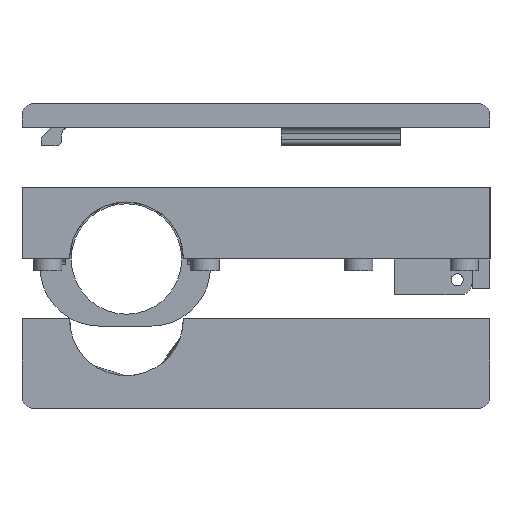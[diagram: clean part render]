
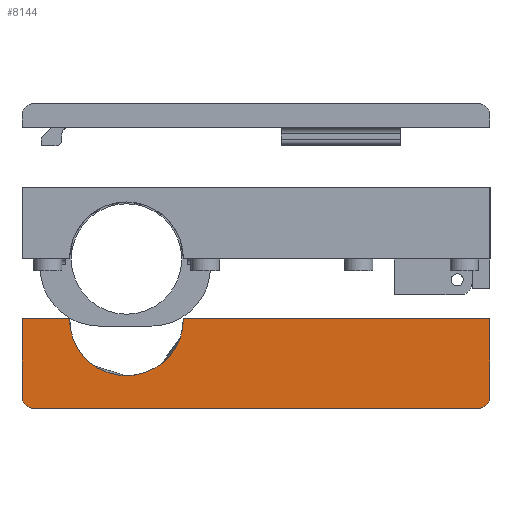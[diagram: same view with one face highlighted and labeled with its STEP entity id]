
A CAD part, left-side view. The second image highlights one B-rep face of the part: STEP entity #8144.
In plain terms, the highlighted planar face has unit normal (-1, 0, 0).
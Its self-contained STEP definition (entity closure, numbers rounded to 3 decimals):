
#462=CIRCLE('',#8819,9.55);
#464=CIRCLE('',#8823,2.);
#483=CIRCLE('',#8846,2.);
#1108=FACE_OUTER_BOUND('',#1596,.T.);
#1596=EDGE_LOOP('',(#7343,#7344,#7345,#7346,#7347,#7348,#7349,#7350));
#2322=LINE('',#14185,#3145);
#2416=LINE('',#14526,#3239);
#2426=LINE('',#14608,#3249);
#2430=LINE('',#14655,#3253);
#2431=LINE('',#14656,#3254);
#3145=VECTOR('',#10601,10.);
#3239=VECTOR('',#10821,10.);
#3249=VECTOR('',#10873,10.);
#3253=VECTOR('',#10909,10.);
#3254=VECTOR('',#10910,10.);
#3892=VERTEX_POINT('',#14182);
#3893=VERTEX_POINT('',#14184);
#3977=VERTEX_POINT('',#14523);
#3978=VERTEX_POINT('',#14525);
#3985=VERTEX_POINT('',#14558);
#3986=VERTEX_POINT('',#14560);
#3999=VERTEX_POINT('',#14606);
#4009=VERTEX_POINT('',#14645);
#4977=EDGE_CURVE('',#3893,#3892,#2322,.T.);
#5100=EDGE_CURVE('',#3978,#3977,#2416,.T.);
#5106=EDGE_CURVE('',#3892,#3978,#462,.T.);
#5110=EDGE_CURVE('',#3985,#3986,#464,.T.);
#5128=EDGE_CURVE('',#3999,#3985,#2426,.T.);
#5141=EDGE_CURVE('',#4009,#3999,#483,.T.);
#5145=EDGE_CURVE('',#3977,#3986,#2430,.T.);
#5146=EDGE_CURVE('',#3893,#4009,#2431,.T.);
#7343=ORIENTED_EDGE('',*,*,#4977,.T.);
#7344=ORIENTED_EDGE('',*,*,#5106,.T.);
#7345=ORIENTED_EDGE('',*,*,#5100,.T.);
#7346=ORIENTED_EDGE('',*,*,#5145,.T.);
#7347=ORIENTED_EDGE('',*,*,#5110,.F.);
#7348=ORIENTED_EDGE('',*,*,#5128,.F.);
#7349=ORIENTED_EDGE('',*,*,#5141,.F.);
#7350=ORIENTED_EDGE('',*,*,#5146,.F.);
#7735=PLANE('',#8850);
#8144=ADVANCED_FACE('',(#1108),#7735,.T.);
#8819=AXIS2_PLACEMENT_3D('',#14537,#10833,#10834);
#8823=AXIS2_PLACEMENT_3D('',#14561,#10842,#10843);
#8846=AXIS2_PLACEMENT_3D('',#14647,#10898,#10899);
#8850=AXIS2_PLACEMENT_3D('',#14654,#10907,#10908);
#10601=DIRECTION('',(0.,-1.,0.));
#10821=DIRECTION('',(0.,-1.,0.));
#10833=DIRECTION('center_axis',(1.,0.,0.));
#10834=DIRECTION('ref_axis',(0.,0.,-1.));
#10842=DIRECTION('center_axis',(1.,0.,0.));
#10843=DIRECTION('ref_axis',(0.,-0.707,0.707));
#10873=DIRECTION('',(0.,-1.,0.));
#10898=DIRECTION('center_axis',(1.,0.,0.));
#10899=DIRECTION('ref_axis',(0.,0.707,0.707));
#10907=DIRECTION('center_axis',(-1.,0.,0.));
#10908=DIRECTION('ref_axis',(0.,-1.,0.));
#10909=DIRECTION('',(0.,0.,1.));
#10910=DIRECTION('',(0.,0.,1.));
#14182=CARTESIAN_POINT('',(-40.9,-12.15,0.));
#14184=CARTESIAN_POINT('',(-40.9,39.2,0.));
#14185=CARTESIAN_POINT('',(-40.9,39.2,0.));
#14523=CARTESIAN_POINT('',(-40.9,-39.2,0.));
#14525=CARTESIAN_POINT('',(-40.9,-31.25,0.));
#14526=CARTESIAN_POINT('',(-40.9,39.2,0.));
#14537=CARTESIAN_POINT('Origin',(-40.9,-21.7,0.));
#14558=CARTESIAN_POINT('',(-40.9,-37.2,15.));
#14560=CARTESIAN_POINT('',(-40.9,-39.2,13.));
#14561=CARTESIAN_POINT('Origin',(-40.9,-37.2,13.));
#14606=CARTESIAN_POINT('',(-40.9,37.2,15.));
#14608=CARTESIAN_POINT('',(-40.9,39.2,15.));
#14645=CARTESIAN_POINT('',(-40.9,39.2,13.));
#14647=CARTESIAN_POINT('Origin',(-40.9,37.2,13.));
#14654=CARTESIAN_POINT('Origin',(-40.9,39.2,0.));
#14655=CARTESIAN_POINT('',(-40.9,-39.2,0.));
#14656=CARTESIAN_POINT('',(-40.9,39.2,0.));
